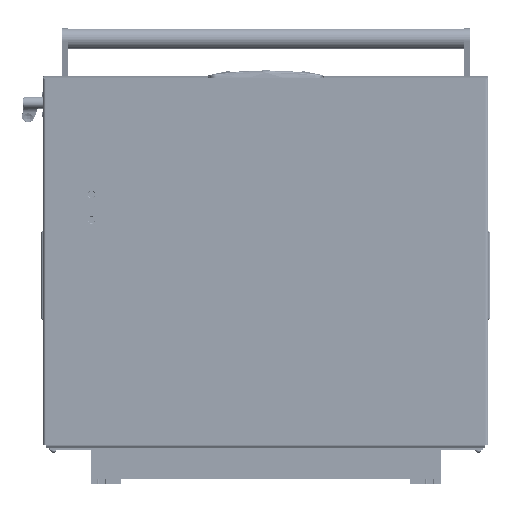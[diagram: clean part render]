
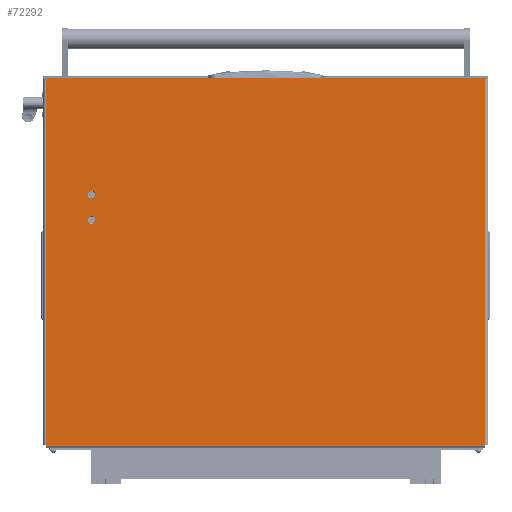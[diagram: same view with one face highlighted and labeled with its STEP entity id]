
A CAD part, front view. The second image highlights one B-rep face of the part: STEP entity #72292.
In plain terms, the highlighted face is planar.
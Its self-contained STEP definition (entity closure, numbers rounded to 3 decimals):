
#436 = VERTEX_POINT ( 'NONE', #64486 ) ;
#3397 = CARTESIAN_POINT ( 'NONE',  ( 0., 608., 0. ) ) ;
#6330 = AXIS2_PLACEMENT_3D ( 'NONE', #28481, #7778, #84150 ) ;
#7048 = CARTESIAN_POINT ( 'NONE',  ( 0., 610., 0. ) ) ;
#7778 = DIRECTION ( 'NONE',  ( 0., 0., -1. ) ) ;
#7926 = CARTESIAN_POINT ( 'NONE',  ( 195., 545., 0. ) ) ;
#8034 = ORIENTED_EDGE ( 'NONE', *, *, #39933, .T. ) ;
#9483 = ORIENTED_EDGE ( 'NONE', *, *, #23139, .F. ) ;
#14374 = CARTESIAN_POINT ( 'NONE',  ( 0., 610., 0. ) ) ;
#15902 = EDGE_CURVE ( 'NONE', #81462, #68912, #115915, .T. ) ;
#16696 = AXIS2_PLACEMENT_3D ( 'NONE', #65048, #41476, #32865 ) ;
#18204 = VERTEX_POINT ( 'NONE', #52024 ) ;
#19581 = DIRECTION ( 'NONE',  ( -1., 0., 0. ) ) ;
#20375 = CARTESIAN_POINT ( 'NONE',  ( 0., 608., 0. ) ) ;
#21382 = VERTEX_POINT ( 'NONE', #137017 ) ;
#21689 = FACE_OUTER_BOUND ( 'NONE', #59300, .T. ) ;
#23139 = EDGE_CURVE ( 'NONE', #53015, #34707, #135915, .T. ) ;
#25667 = VERTEX_POINT ( 'NONE', #127346 ) ;
#28124 = CIRCLE ( 'NONE', #16696, 5.2 ) ;
#28481 = CARTESIAN_POINT ( 'NONE',  ( 195., 545., 0. ) ) ;
#30255 = VERTEX_POINT ( 'NONE', #110010 ) ;
#32050 = CARTESIAN_POINT ( 'NONE',  ( -2., -4., 0. ) ) ;
#32521 = ORIENTED_EDGE ( 'NONE', *, *, #139771, .T. ) ;
#32646 = VECTOR ( 'NONE', #137734, 1000. ) ;
#32865 = DIRECTION ( 'NONE',  ( -1., 0., 0. ) ) ;
#33548 = VECTOR ( 'NONE', #119770, 1000. ) ;
#34707 = VERTEX_POINT ( 'NONE', #7048 ) ;
#35373 = DIRECTION ( 'NONE',  ( 1., 0., 0. ) ) ;
#36598 = AXIS2_PLACEMENT_3D ( 'NONE', #140899, #127330, #19581 ) ;
#37960 = VERTEX_POINT ( 'NONE', #63194 ) ;
#38145 = CARTESIAN_POINT ( 'NONE',  ( 0., -4., 0. ) ) ;
#39511 = VECTOR ( 'NONE', #35373, 1000. ) ;
#39933 = EDGE_CURVE ( 'NONE', #436, #34707, #80065, .T. ) ;
#41476 = DIRECTION ( 'NONE',  ( 0., 0., -1. ) ) ;
#43202 = DIRECTION ( 'NONE',  ( 0., 1., 0. ) ) ;
#44124 = LINE ( 'NONE', #3397, #33548 ) ;
#45227 = EDGE_CURVE ( 'NONE', #120511, #21382, #60793, .T. ) ;
#48087 = EDGE_CURVE ( 'NONE', #68912, #81462, #28124, .T. ) ;
#48104 = ORIENTED_EDGE ( 'NONE', *, *, #48087, .F. ) ;
#49082 = CARTESIAN_POINT ( 'NONE',  ( 189.8, 545., 0. ) ) ;
#50430 = CARTESIAN_POINT ( 'NONE',  ( 160., 545., 0. ) ) ;
#50453 = CARTESIAN_POINT ( 'NONE',  ( 165.2, 545., 0. ) ) ;
#50518 = CARTESIAN_POINT ( 'NONE',  ( 506., 608., 0. ) ) ;
#51031 = FACE_BOUND ( 'NONE', #131695, .T. ) ;
#51718 = FACE_BOUND ( 'NONE', #131663, .T. ) ;
#52024 = CARTESIAN_POINT ( 'NONE',  ( 200.2, 545., 0. ) ) ;
#53015 = VERTEX_POINT ( 'NONE', #20375 ) ;
#53697 = VECTOR ( 'NONE', #43202, 1000. ) ;
#58318 = DIRECTION ( 'NONE',  ( 0., 0., -1. ) ) ;
#59300 = EDGE_LOOP ( 'NONE', ( #92601, #32521, #66299, #8034, #9483, #128973, #125994, #132667 ) ) ;
#59335 = EDGE_CURVE ( 'NONE', #30255, #436, #86333, .T. ) ;
#59660 = LINE ( 'NONE', #71063, #39511 ) ;
#60669 = ORIENTED_EDGE ( 'NONE', *, *, #15902, .F. ) ;
#60793 = LINE ( 'NONE', #72188, #125820 ) ;
#61000 = DIRECTION ( 'NONE',  ( 0., 1., 0. ) ) ;
#62182 = VERTEX_POINT ( 'NONE', #49082 ) ;
#63194 = CARTESIAN_POINT ( 'NONE',  ( 0., -2., 0. ) ) ;
#64486 = CARTESIAN_POINT ( 'NONE',  ( -2., 610., 0. ) ) ;
#65048 = CARTESIAN_POINT ( 'NONE',  ( 160., 545., 0. ) ) ;
#66299 = ORIENTED_EDGE ( 'NONE', *, *, #59335, .T. ) ;
#67853 = CIRCLE ( 'NONE', #6330, 5.2 ) ;
#68912 = VERTEX_POINT ( 'NONE', #50453 ) ;
#70973 = VECTOR ( 'NONE', #77201, 1000. ) ;
#71063 = CARTESIAN_POINT ( 'NONE',  ( 0., 0., 0. ) ) ;
#72188 = CARTESIAN_POINT ( 'NONE',  ( 506., 608., 0. ) ) ;
#72292 = ADVANCED_FACE ( 'NONE', ( #51718, #51031, #21689 ), #75257, .T. ) ;
#74860 = AXIS2_PLACEMENT_3D ( 'NONE', #50430, #58318, #137460 ) ;
#75257 = PLANE ( 'NONE',  #36598 ) ;
#77201 = DIRECTION ( 'NONE',  ( -1., 0., 0. ) ) ;
#80018 = VECTOR ( 'NONE', #61000, 1000. ) ;
#80065 = LINE ( 'NONE', #14374, #94456 ) ;
#81462 = VERTEX_POINT ( 'NONE', #123479 ) ;
#84150 = DIRECTION ( 'NONE',  ( -1., 0., 0. ) ) ;
#84328 = EDGE_CURVE ( 'NONE', #120511, #53015, #44124, .T. ) ;
#86333 = LINE ( 'NONE', #32050, #32646 ) ;
#86713 = ORIENTED_EDGE ( 'NONE', *, *, #112955, .F. ) ;
#87126 = DIRECTION ( 'NONE',  ( 0., 0., -1. ) ) ;
#92601 = ORIENTED_EDGE ( 'NONE', *, *, #122596, .F. ) ;
#94456 = VECTOR ( 'NONE', #112875, 1000. ) ;
#96582 = CARTESIAN_POINT ( 'NONE',  ( 0., -2., 0. ) ) ;
#101172 = CIRCLE ( 'NONE', #103434, 5.2 ) ;
#103434 = AXIS2_PLACEMENT_3D ( 'NONE', #7926, #87126, #139227 ) ;
#105380 = EDGE_CURVE ( 'NONE', #18204, #62182, #67853, .T. ) ;
#108860 = CARTESIAN_POINT ( 'NONE',  ( 0., -4., 0. ) ) ;
#110010 = CARTESIAN_POINT ( 'NONE',  ( -2., -2., 0. ) ) ;
#110751 = LINE ( 'NONE', #96582, #70973 ) ;
#112875 = DIRECTION ( 'NONE',  ( 1., 0., 0. ) ) ;
#112955 = EDGE_CURVE ( 'NONE', #62182, #18204, #101172, .T. ) ;
#115723 = DIRECTION ( 'NONE',  ( 0., -1., 0. ) ) ;
#115915 = CIRCLE ( 'NONE', #74860, 5.2 ) ;
#119770 = DIRECTION ( 'NONE',  ( -1., 0., 0. ) ) ;
#120511 = VERTEX_POINT ( 'NONE', #50518 ) ;
#120923 = ORIENTED_EDGE ( 'NONE', *, *, #105380, .F. ) ;
#120948 = LINE ( 'NONE', #108860, #53697 ) ;
#122596 = EDGE_CURVE ( 'NONE', #37960, #25667, #120948, .T. ) ;
#123479 = CARTESIAN_POINT ( 'NONE',  ( 154.8, 545., 0. ) ) ;
#125820 = VECTOR ( 'NONE', #115723, 1000. ) ;
#125994 = ORIENTED_EDGE ( 'NONE', *, *, #45227, .T. ) ;
#127330 = DIRECTION ( 'NONE',  ( 0., 0., -1. ) ) ;
#127346 = CARTESIAN_POINT ( 'NONE',  ( 0., 0., 0. ) ) ;
#128973 = ORIENTED_EDGE ( 'NONE', *, *, #84328, .F. ) ;
#131663 = EDGE_LOOP ( 'NONE', ( #60669, #48104 ) ) ;
#131695 = EDGE_LOOP ( 'NONE', ( #86713, #120923 ) ) ;
#132667 = ORIENTED_EDGE ( 'NONE', *, *, #137688, .F. ) ;
#135915 = LINE ( 'NONE', #38145, #80018 ) ;
#137017 = CARTESIAN_POINT ( 'NONE',  ( 506., 0., 0. ) ) ;
#137460 = DIRECTION ( 'NONE',  ( -1., 0., 0. ) ) ;
#137688 = EDGE_CURVE ( 'NONE', #25667, #21382, #59660, .T. ) ;
#137734 = DIRECTION ( 'NONE',  ( 0., 1., 0. ) ) ;
#139227 = DIRECTION ( 'NONE',  ( -1., 0., 0. ) ) ;
#139771 = EDGE_CURVE ( 'NONE', #37960, #30255, #110751, .T. ) ;
#140899 = CARTESIAN_POINT ( 'NONE',  ( 0., 608., 0. ) ) ;
